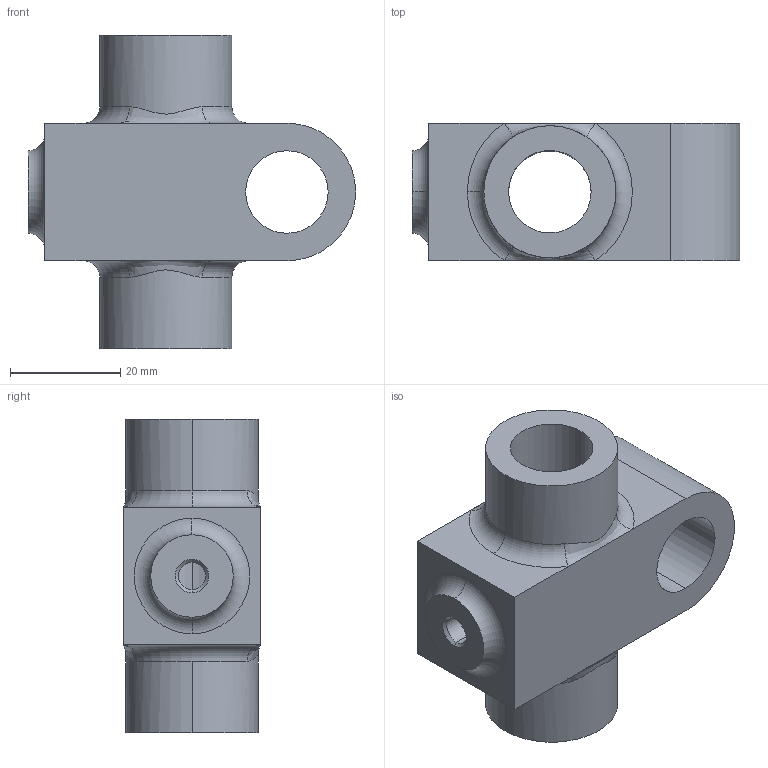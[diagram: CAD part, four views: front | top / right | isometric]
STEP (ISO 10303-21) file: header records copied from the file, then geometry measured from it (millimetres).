
FILE_DESCRIPTION (( 'STEP AP214' ), '1' );
FILE_NAME ('rod holder.STEP', '2024-01-25T15:23:06', ( '' ), ( '' ), 'SwSTEP 2.0', 'SolidWorks 2023', '' );
FILE_SCHEMA (( 'AUTOMOTIVE_DESIGN' ));
Length unit declared in the file: millimetre
Products named in the file (1): rod holder
Bounding box: 59.5 x 25 x 57 mm (x, y, z)
Volume: 34149 mm3; surface area: 12228 mm2
Topology: 1 solids, 1 shells, 35 faces, 85 edges, 52 vertices
Faces by surface type: cylinder 11, plane 10, torus 8, bspline 4, cone 2
Entity records: 1526 total; most frequent: CARTESIAN_POINT 657, DIRECTION 191, ORIENTED_EDGE 170, EDGE_CURVE 85, AXIS2_PLACEMENT_3D 80, VERTEX_POINT 52, CIRCLE 48, EDGE_LOOP 41
